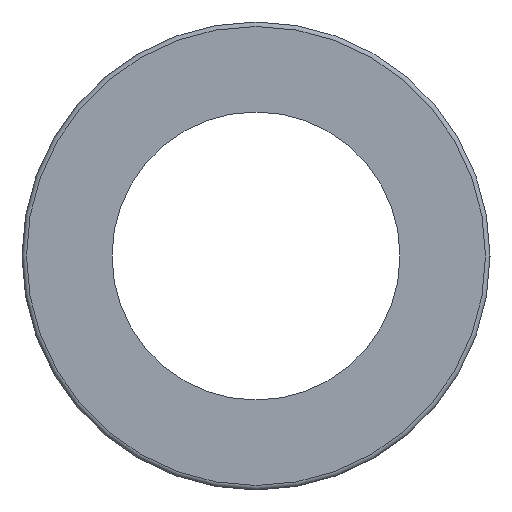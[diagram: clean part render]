
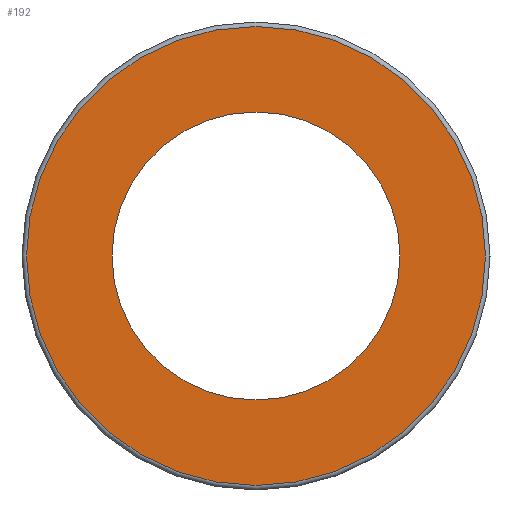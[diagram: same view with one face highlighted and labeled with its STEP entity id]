
A CAD part, left-side view. The second image highlights one B-rep face of the part: STEP entity #192.
In plain terms, the highlighted planar face has unit normal (-1, 0, 0).
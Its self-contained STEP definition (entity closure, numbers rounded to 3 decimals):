
#16=FACE_BOUND('',#66,.T.);
#22=PLANE('',#237);
#50=FACE_OUTER_BOUND('',#65,.T.);
#65=EDGE_LOOP('',(#159));
#66=EDGE_LOOP('',(#160));
#88=CIRCLE('',#234,12.75);
#90=CIRCLE('',#238,8.);
#104=VERTEX_POINT('',#346);
#106=VERTEX_POINT('',#354);
#123=EDGE_CURVE('',#104,#104,#88,.T.);
#126=EDGE_CURVE('',#106,#106,#90,.T.);
#159=ORIENTED_EDGE('',*,*,#123,.F.);
#160=ORIENTED_EDGE('',*,*,#126,.T.);
#192=ADVANCED_FACE('',(#50,#16),#22,.T.);
#234=AXIS2_PLACEMENT_3D('',#348,#282,#283);
#237=AXIS2_PLACEMENT_3D('',#353,#289,#290);
#238=AXIS2_PLACEMENT_3D('',#355,#291,#292);
#282=DIRECTION('center_axis',(1.,0.,0.));
#283=DIRECTION('ref_axis',(0.,-1.,0.));
#289=DIRECTION('center_axis',(-1.,0.,0.));
#290=DIRECTION('ref_axis',(0.,0.,1.));
#291=DIRECTION('center_axis',(1.,0.,0.));
#292=DIRECTION('ref_axis',(0.,1.,0.));
#346=CARTESIAN_POINT('',(-18.,0.,12.75));
#348=CARTESIAN_POINT('Origin',(-18.,0.,0.));
#353=CARTESIAN_POINT('Origin',(-18.,10.5,0.));
#354=CARTESIAN_POINT('',(-18.,-8.,0.));
#355=CARTESIAN_POINT('Origin',(-18.,0.,0.));
